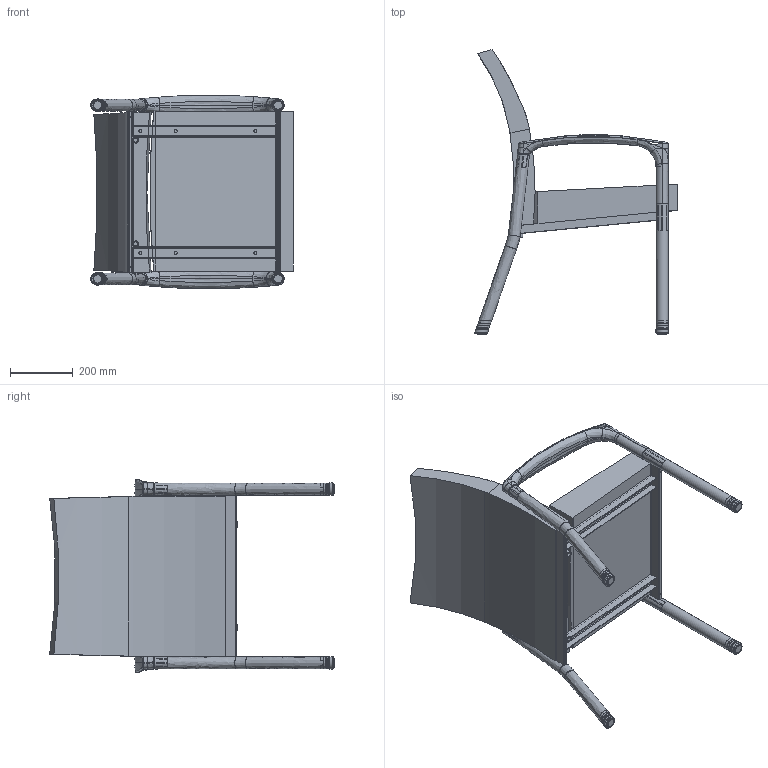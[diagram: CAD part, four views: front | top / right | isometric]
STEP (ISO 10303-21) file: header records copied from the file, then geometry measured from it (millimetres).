
FILE_DESCRIPTION(/* description */ (''),/* implementation_level */ '2;1');
FILE_NAME(/* name */ 'LB10A (SYMBOL).stp',/* time_stamp */ '2017-02-20T09:48:28-05:00',/* author */ ('emerkel'),/* organization */ (''),/* preprocessor_version */ 'ST-DEVELOPER v16.5',/* originating_system */ 'Autodesk Inventor 2017',/* authorisation */ '');
FILE_SCHEMA (('AUTOMOTIVE_DESIGN { 1 0 10303 214 3 1 1 }'));
Products named in the file (7): LB10A (SYMBOL); LB10 FM-A; LEG CAP LB-B; LEG CAP RD1.5-B; NEW SEAT3; NEW BACK3; LB10 ARM-A
Assembly tree (9 placements, depth 2):
  LB10A (SYMBOL)
    LB10 FM-A
    LEG CAP LB-B  x2
    LEG CAP RD1.5-B  x2
    NEW SEAT3
    NEW BACK3
    LB10 ARM-A  x2
Bounding box: 644.01 x 905.16 x 615.31 mm (x, y, z)
Volume: 38953117.1 mm3; surface area: 2438696.1 mm2
Topology: 43 solids, 51 shells, 2320 faces, 4888 edges, 2696 vertices
Faces by surface type: cylinder 757, bspline 660, torus 512, plane 339, sphere 32, cone 20
Full cylindrical faces by diameter (mm): 3.175 x8, 6.198 x4, 6.528 x4, 7.925 x12, 9.525 x6, 9.906 x8, 11.989 x8, 12.954 x2, 19.05 x2, 27.94 x4, 30.162 x2, 31.75 x2, 33.744 x4, 34.087 x16, 35.154 x2, 38.1 x2, 39.37 x4
Entity records: 51893 total; most frequent: CARTESIAN_POINT 27417, ORIENTED_EDGE 5166, DIRECTION 4550, EDGE_CURVE 2577, AXIS2_PLACEMENT_3D 1924, VERTEX_POINT 1484, EDGE_LOOP 1413, FACE_OUTER_BOUND 1243
